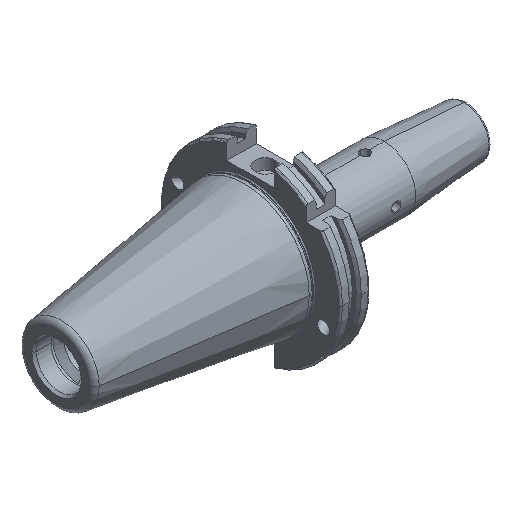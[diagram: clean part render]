
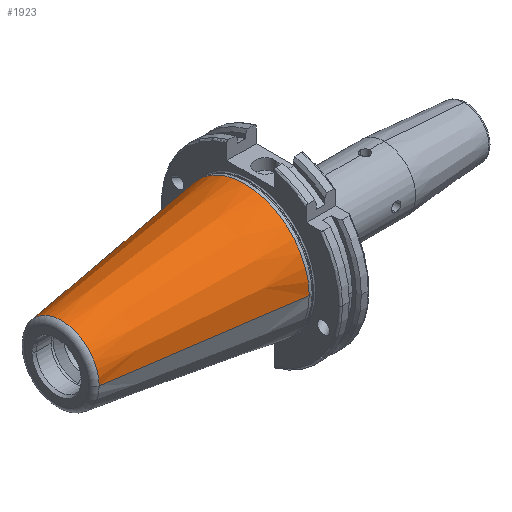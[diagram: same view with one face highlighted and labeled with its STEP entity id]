
A CAD part, isometric view. The second image highlights one B-rep face of the part: STEP entity #1923.
In plain terms, the highlighted conical face has half-angle 8.297 degrees and reference radius 34.925 mm.
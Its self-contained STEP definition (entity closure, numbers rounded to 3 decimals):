
#5 = VERTEX_POINT ( 'NONE', #3921 ) ;
#261 = VECTOR ( 'NONE', #663, 1000. ) ;
#290 = CIRCLE ( 'NONE', #1227, 34.925 ) ;
#502 = LINE ( 'NONE', #4591, #261 ) ;
#612 = DIRECTION ( 'NONE',  ( 0.99, -0.144, 0. ) ) ;
#663 = DIRECTION ( 'NONE',  ( 0.99, 0.144, 0. ) ) ;
#741 = CARTESIAN_POINT ( 'NONE',  ( -3.2, 0., 0. ) ) ;
#786 = DIRECTION ( 'NONE',  ( 1., 0., 0. ) ) ;
#1051 = VERTEX_POINT ( 'NONE', #2678 ) ;
#1132 = DIRECTION ( 'NONE',  ( 0., -1., 0. ) ) ;
#1208 = CARTESIAN_POINT ( 'NONE',  ( -102.383, 0., 0. ) ) ;
#1227 = AXIS2_PLACEMENT_3D ( 'NONE', #741, #3474, #1132 ) ;
#1230 = EDGE_CURVE ( 'NONE', #4130, #1051, #2221, .T. ) ;
#1413 = AXIS2_PLACEMENT_3D ( 'NONE', #1535, #786, #2363 ) ;
#1448 = CARTESIAN_POINT ( 'NONE',  ( -3.2, -34.925, 0. ) ) ;
#1521 = AXIS2_PLACEMENT_3D ( 'NONE', #1208, #3947, #1613 ) ;
#1535 = CARTESIAN_POINT ( 'NONE',  ( -3.2, 0., 0. ) ) ;
#1613 = DIRECTION ( 'NONE',  ( 0., -1., 0. ) ) ;
#1923 = ADVANCED_FACE ( 'NONE', ( #2671 ), #2162, .T. ) ;
#2007 = CARTESIAN_POINT ( 'NONE',  ( -3.2, 34.925, 0. ) ) ;
#2162 = CONICAL_SURFACE ( 'NONE', #1413, 34.925, 0.145 ) ;
#2221 = LINE ( 'NONE', #1448, #3144 ) ;
#2363 = DIRECTION ( 'NONE',  ( 0., 1., 0. ) ) ;
#2574 = EDGE_CURVE ( 'NONE', #5, #3155, #502, .T. ) ;
#2650 = ORIENTED_EDGE ( 'NONE', *, *, #2574, .F. ) ;
#2671 = FACE_OUTER_BOUND ( 'NONE', #4993, .T. ) ;
#2678 = CARTESIAN_POINT ( 'NONE',  ( -3.2, -34.925, 0. ) ) ;
#2913 = ORIENTED_EDGE ( 'NONE', *, *, #4779, .T. ) ;
#3126 = EDGE_CURVE ( 'NONE', #4130, #5, #4662, .T. ) ;
#3144 = VECTOR ( 'NONE', #612, 1000. ) ;
#3155 = VERTEX_POINT ( 'NONE', #2007 ) ;
#3474 = DIRECTION ( 'NONE',  ( -1., 0., 0. ) ) ;
#3753 = CARTESIAN_POINT ( 'NONE',  ( -102.383, -20.461, 0. ) ) ;
#3832 = ORIENTED_EDGE ( 'NONE', *, *, #3126, .F. ) ;
#3921 = CARTESIAN_POINT ( 'NONE',  ( -102.383, 20.461, 0. ) ) ;
#3947 = DIRECTION ( 'NONE',  ( -1., 0., 0. ) ) ;
#4130 = VERTEX_POINT ( 'NONE', #3753 ) ;
#4474 = ORIENTED_EDGE ( 'NONE', *, *, #1230, .T. ) ;
#4591 = CARTESIAN_POINT ( 'NONE',  ( -3.2, 34.925, 0. ) ) ;
#4662 = CIRCLE ( 'NONE', #1521, 20.461 ) ;
#4779 = EDGE_CURVE ( 'NONE', #1051, #3155, #290, .T. ) ;
#4993 = EDGE_LOOP ( 'NONE', ( #3832, #4474, #2913, #2650 ) ) ;
